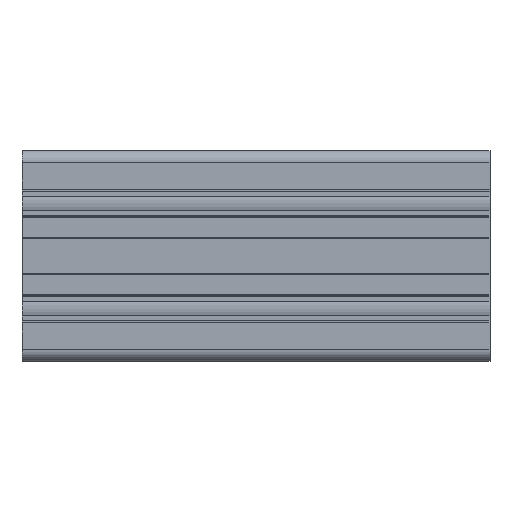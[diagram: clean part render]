
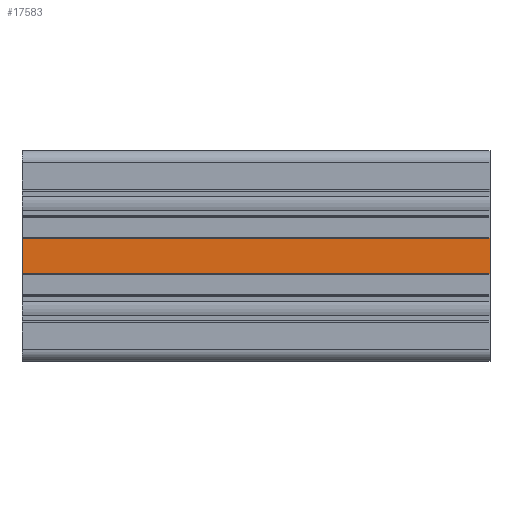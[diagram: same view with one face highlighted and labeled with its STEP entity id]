
A CAD part, left-side view. The second image highlights one B-rep face of the part: STEP entity #17583.
In plain terms, the highlighted planar face has unit normal (-1, 0, 0).
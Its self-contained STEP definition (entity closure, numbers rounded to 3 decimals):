
#892 = VERTEX_POINT ( 'NONE', #2674 ) ;
#951 = CARTESIAN_POINT ( 'NONE',  ( -44., 0., 7.5 ) ) ;
#1192 = ORIENTED_EDGE ( 'NONE', *, *, #8631, .T. ) ;
#2441 = DIRECTION ( 'NONE',  ( 0., 0., 1. ) ) ;
#2656 = DIRECTION ( 'NONE',  ( 0., -1., 0. ) ) ;
#2674 = CARTESIAN_POINT ( 'NONE',  ( -44., 200., 7.5 ) ) ;
#2710 = DIRECTION ( 'NONE',  ( 0., 1., 0. ) ) ;
#3449 = CARTESIAN_POINT ( 'NONE',  ( -44., 0., -7.5 ) ) ;
#3488 = LINE ( 'NONE', #16367, #11515 ) ;
#5054 = VECTOR ( 'NONE', #2656, 1000. ) ;
#8383 = LINE ( 'NONE', #951, #19675 ) ;
#8631 = EDGE_CURVE ( 'NONE', #11803, #892, #8383, .T. ) ;
#9203 = AXIS2_PLACEMENT_3D ( 'NONE', #9271, #16169, #2441 ) ;
#9271 = CARTESIAN_POINT ( 'NONE',  ( -44., 0., -7.5 ) ) ;
#9344 = PLANE ( 'NONE',  #9203 ) ;
#9478 = CARTESIAN_POINT ( 'NONE',  ( -44., 0., -7.5 ) ) ;
#10459 = EDGE_CURVE ( 'NONE', #22362, #892, #3488, .T. ) ;
#11387 = EDGE_CURVE ( 'NONE', #22362, #18710, #16879, .T. ) ;
#11515 = VECTOR ( 'NONE', #17941, 1000. ) ;
#11803 = VERTEX_POINT ( 'NONE', #13795 ) ;
#12501 = EDGE_LOOP ( 'NONE', ( #14365, #1192, #15736, #13994 ) ) ;
#13334 = CARTESIAN_POINT ( 'NONE',  ( -44., 200., -7.5 ) ) ;
#13795 = CARTESIAN_POINT ( 'NONE',  ( -44., 0., 7.5 ) ) ;
#13994 = ORIENTED_EDGE ( 'NONE', *, *, #11387, .T. ) ;
#14365 = ORIENTED_EDGE ( 'NONE', *, *, #15881, .T. ) ;
#15736 = ORIENTED_EDGE ( 'NONE', *, *, #10459, .F. ) ;
#15881 = EDGE_CURVE ( 'NONE', #18710, #11803, #21535, .T. ) ;
#16169 = DIRECTION ( 'NONE',  ( -1., 0., 0. ) ) ;
#16367 = CARTESIAN_POINT ( 'NONE',  ( -44., 200., 0. ) ) ;
#16475 = CARTESIAN_POINT ( 'NONE',  ( -44., 0., -7.5 ) ) ;
#16879 = LINE ( 'NONE', #9478, #5054 ) ;
#17583 = ADVANCED_FACE ( 'NONE', ( #18459 ), #9344, .T. ) ;
#17741 = VECTOR ( 'NONE', #20876, 1000. ) ;
#17941 = DIRECTION ( 'NONE',  ( 0., 0., 1. ) ) ;
#18459 = FACE_OUTER_BOUND ( 'NONE', #12501, .T. ) ;
#18710 = VERTEX_POINT ( 'NONE', #16475 ) ;
#19675 = VECTOR ( 'NONE', #2710, 1000. ) ;
#20876 = DIRECTION ( 'NONE',  ( 0., 0., 1. ) ) ;
#21535 = LINE ( 'NONE', #3449, #17741 ) ;
#22362 = VERTEX_POINT ( 'NONE', #13334 ) ;
